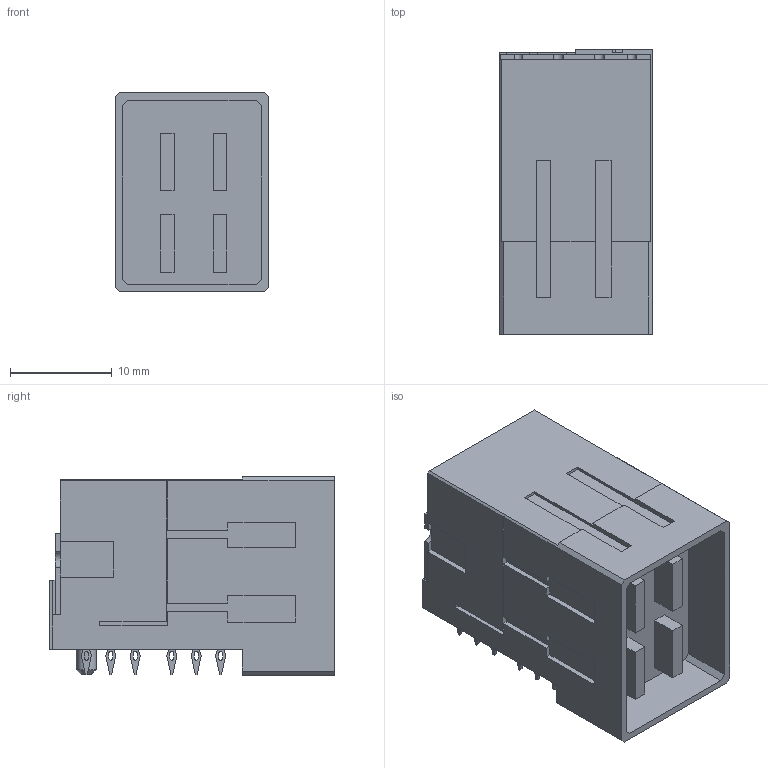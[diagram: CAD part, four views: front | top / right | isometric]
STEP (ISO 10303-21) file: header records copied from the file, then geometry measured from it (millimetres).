
FILE_DESCRIPTION (( 'STEP AP214' ), '1' );
FILE_NAME ('CONN-TH_783492004.step', '2022-08-03T17:44:11', ( '' ), ( '' ), 'SwSTEP 2.0', 'SolidWorks 2020', '' );
FILE_SCHEMA (( 'AUTOMOTIVE_DESIGN' ));
Length unit declared in the file: millimetre
Products named in the file (1): CONN-TH_783492004
Bounding box: 15 x 27.97 x 19.5 mm (x, y, z)
Volume: 6062.4 mm3; surface area: 3055.4 mm2
Topology: 14 solids, 14 shells, 714 faces, 1932 edges, 1286 vertices
Faces by surface type: plane 511, bspline 114, cylinder 87, cone 2
Entity records: 27519 total; most frequent: CARTESIAN_POINT 6295, ORIENTED_EDGE 3864, DIRECTION 3082, EDGE_CURVE 1932, VECTOR 1520, LINE 1520, VERTEX_POINT 1286, EDGE_LOOP 814
